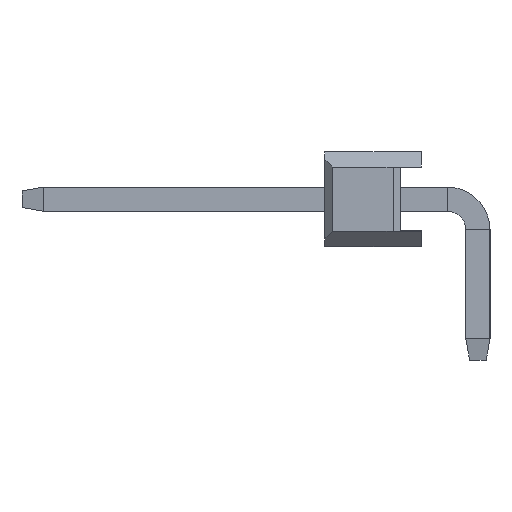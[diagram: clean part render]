
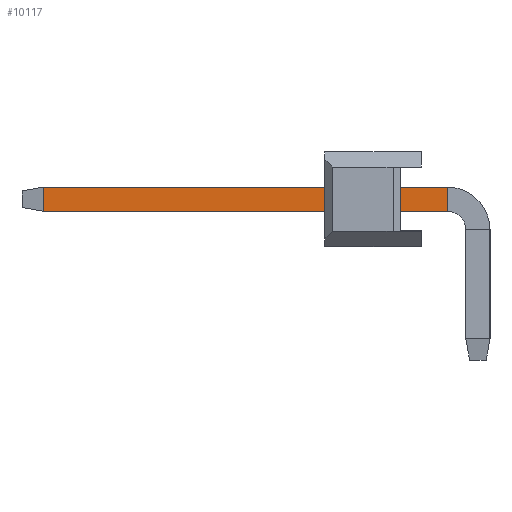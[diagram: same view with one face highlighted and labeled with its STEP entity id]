
A CAD part, left-side view. The second image highlights one B-rep face of the part: STEP entity #10117.
In plain terms, the highlighted planar face has unit normal (-1, 0, 0).
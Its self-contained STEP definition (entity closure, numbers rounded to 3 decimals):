
#60 = DIRECTION ( 'NONE',  ( 0., -1., 0. ) ) ;
#1281 = CARTESIAN_POINT ( 'NONE',  ( -30.8, 10.54, -0.32 ) ) ;
#1962 = DIRECTION ( 'NONE',  ( 0., 0., -1. ) ) ;
#3301 = PLANE ( 'NONE',  #4635 ) ;
#3862 = CARTESIAN_POINT ( 'NONE',  ( -30.8, 9.973, -0.32 ) ) ;
#4373 = CARTESIAN_POINT ( 'NONE',  ( -30.8, -0.7, 0.32 ) ) ;
#4635 = AXIS2_PLACEMENT_3D ( 'NONE', #8709, #14126, #1962 ) ;
#4789 = VECTOR ( 'NONE', #60, 1000. ) ;
#5550 = ORIENTED_EDGE ( 'NONE', *, *, #15975, .T. ) ;
#6223 = EDGE_CURVE ( 'NONE', #12388, #14188, #6782, .T. ) ;
#6363 = CARTESIAN_POINT ( 'NONE',  ( -30.8, -0.7, 0.32 ) ) ;
#6693 = DIRECTION ( 'NONE',  ( 0., -1., 0. ) ) ;
#6782 = LINE ( 'NONE', #12183, #4789 ) ;
#6979 = CARTESIAN_POINT ( 'NONE',  ( -30.8, -0.7, -0.32 ) ) ;
#7327 = VECTOR ( 'NONE', #9785, 1000. ) ;
#8049 = ORIENTED_EDGE ( 'NONE', *, *, #11774, .T. ) ;
#8709 = CARTESIAN_POINT ( 'NONE',  ( -30.8, 10.54, 0.32 ) ) ;
#9271 = DIRECTION ( 'NONE',  ( 0., 0., -1. ) ) ;
#9785 = DIRECTION ( 'NONE',  ( 0., 0., 1. ) ) ;
#10117 = ADVANCED_FACE ( 'NONE', ( #15465 ), #3301, .F. ) ;
#10494 = CARTESIAN_POINT ( 'NONE',  ( -30.8, 9.973, -0.32 ) ) ;
#10858 = VERTEX_POINT ( 'NONE', #6979 ) ;
#11774 = EDGE_CURVE ( 'NONE', #10858, #14188, #16526, .T. ) ;
#12183 = CARTESIAN_POINT ( 'NONE',  ( -30.8, 10.54, 0.32 ) ) ;
#12388 = VERTEX_POINT ( 'NONE', #13689 ) ;
#13170 = EDGE_LOOP ( 'NONE', ( #15801, #15604, #5550, #8049 ) ) ;
#13445 = LINE ( 'NONE', #1281, #17407 ) ;
#13689 = CARTESIAN_POINT ( 'NONE',  ( -30.8, 9.973, 0.32 ) ) ;
#14126 = DIRECTION ( 'NONE',  ( 1., 0., 0. ) ) ;
#14188 = VERTEX_POINT ( 'NONE', #6363 ) ;
#15465 = FACE_OUTER_BOUND ( 'NONE', #13170, .T. ) ;
#15604 = ORIENTED_EDGE ( 'NONE', *, *, #17011, .T. ) ;
#15801 = ORIENTED_EDGE ( 'NONE', *, *, #6223, .F. ) ;
#15975 = EDGE_CURVE ( 'NONE', #16232, #10858, #13445, .T. ) ;
#16022 = LINE ( 'NONE', #3862, #16621 ) ;
#16232 = VERTEX_POINT ( 'NONE', #10494 ) ;
#16526 = LINE ( 'NONE', #4373, #7327 ) ;
#16621 = VECTOR ( 'NONE', #9271, 1000. ) ;
#17011 = EDGE_CURVE ( 'NONE', #12388, #16232, #16022, .T. ) ;
#17407 = VECTOR ( 'NONE', #6693, 1000. ) ;
